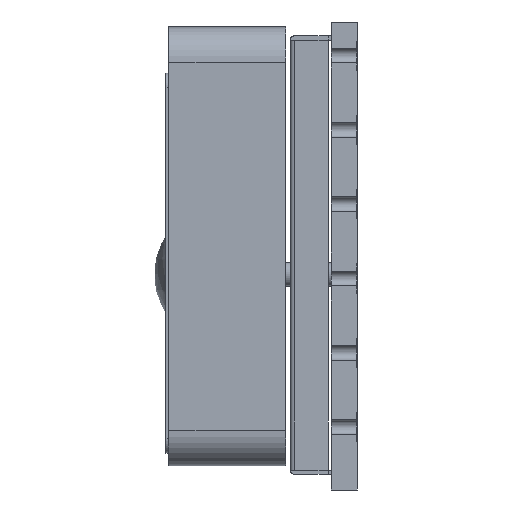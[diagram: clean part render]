
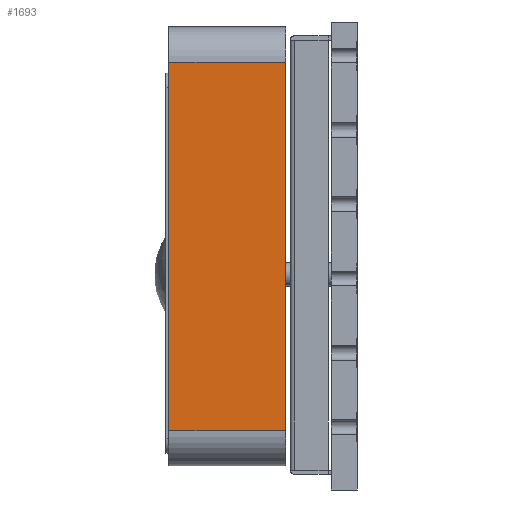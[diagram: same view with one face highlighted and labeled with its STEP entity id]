
A CAD part, left-side view. The second image highlights one B-rep face of the part: STEP entity #1693.
In plain terms, the highlighted planar face has unit normal (-1, 0, 0).
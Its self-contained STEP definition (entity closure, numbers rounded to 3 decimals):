
#1477=CARTESIAN_POINT('',(-7.23,6.45,-5.97));
#1478=VERTEX_POINT('',#1477);
#1479=CARTESIAN_POINT('',(-7.23,6.45,6.63));
#1480=VERTEX_POINT('',#1479);
#1481=CARTESIAN_POINT('',(-7.23,6.45,-5.97));
#1482=DIRECTION('',(0.,0.,1.));
#1483=VECTOR('',#1482,12.6);
#1484=LINE('',#1481,#1483);
#1485=EDGE_CURVE('NONE',#1478,#1480,#1484,.T.);
#1574=CARTESIAN_POINT('',(-7.23,2.45,-5.97));
#1575=VERTEX_POINT('',#1574);
#1576=CARTESIAN_POINT('',(-7.23,6.45,-5.97));
#1577=DIRECTION('',(-0.,-1.,-0.));
#1578=VECTOR('',#1577,4.);
#1579=LINE('',#1576,#1578);
#1580=EDGE_CURVE('NONE',#1478,#1575,#1579,.T.);
#1647=CARTESIAN_POINT('',(-7.23,2.45,6.63));
#1648=VERTEX_POINT('',#1647);
#1656=CARTESIAN_POINT('',(-7.23,2.45,-5.97));
#1657=DIRECTION('',(0.,0.,1.));
#1658=VECTOR('',#1657,12.6);
#1659=LINE('',#1656,#1658);
#1660=EDGE_CURVE('NONE',#1575,#1648,#1659,.T.);
#1677=CARTESIAN_POINT('',(-7.23,6.45,-7.17));
#1678=DIRECTION('',(-1.,0.,0.));
#1679=DIRECTION('',(0.,0.,1.));
#1680=AXIS2_PLACEMENT_3D('',#1677,#1678,#1679);
#1681=PLANE('',#1680);
#1682=ORIENTED_EDGE('',*,*,#1660,.T.);
#1683=CARTESIAN_POINT('',(-7.23,6.45,6.63));
#1684=DIRECTION('',(0.,-1.,0.));
#1685=VECTOR('',#1684,4.);
#1686=LINE('',#1683,#1685);
#1687=EDGE_CURVE('NONE',#1480,#1648,#1686,.T.);
#1688=ORIENTED_EDGE('',*,*,#1687,.F.);
#1689=ORIENTED_EDGE('',*,*,#1485,.F.);
#1690=ORIENTED_EDGE('',*,*,#1580,.T.);
#1691=EDGE_LOOP('',(#1682,#1688,#1689,#1690));
#1692=FACE_BOUND('',#1691,.T.);
#1693=ADVANCED_FACE('NONE',(#1692),#1681,.T.);
